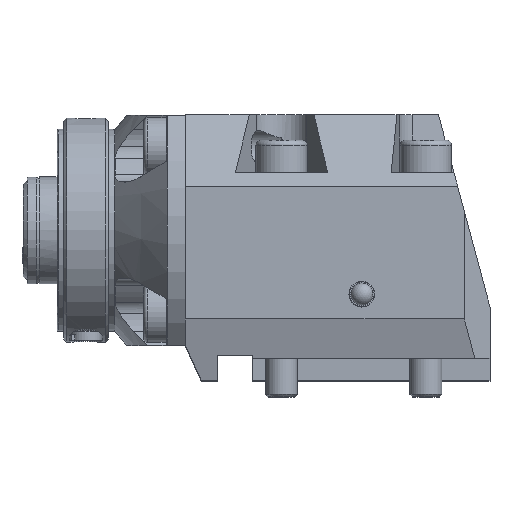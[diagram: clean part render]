
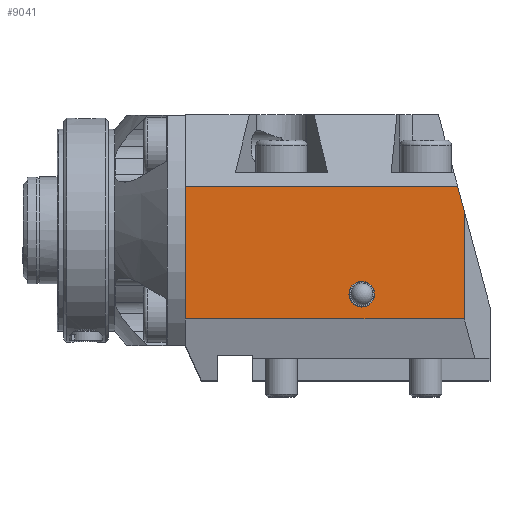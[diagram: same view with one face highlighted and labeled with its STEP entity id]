
A CAD part, top view. The second image highlights one B-rep face of the part: STEP entity #9041.
In plain terms, the highlighted planar face has unit normal (0, 0, 1).
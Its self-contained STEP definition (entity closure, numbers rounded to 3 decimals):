
#196 = VERTEX_POINT ( 'NONE', #7488 ) ;
#254 = VERTEX_POINT ( 'NONE', #14608 ) ;
#517 = CARTESIAN_POINT ( 'NONE',  ( 41., 20., 51. ) ) ;
#928 = EDGE_CURVE ( 'NONE', #8301, #8301, #10477, .T. ) ;
#1064 = VECTOR ( 'NONE', #5804, 1000. ) ;
#1423 = LINE ( 'NONE', #6997, #7798 ) ;
#1490 = CARTESIAN_POINT ( 'NONE',  ( 77., 45.856, 51. ) ) ;
#1540 = DIRECTION ( 'NONE',  ( 1., 0., 0. ) ) ;
#2540 = CARTESIAN_POINT ( 'NONE',  ( 85., 16., 51. ) ) ;
#3217 = VECTOR ( 'NONE', #10668, 1000. ) ;
#3726 = AXIS2_PLACEMENT_3D ( 'NONE', #11045, #7803, #8901 ) ;
#4133 = FACE_OUTER_BOUND ( 'NONE', #14085, .T. ) ;
#4266 = VECTOR ( 'NONE', #8227, 1000. ) ;
#4402 = ORIENTED_EDGE ( 'NONE', *, *, #928, .F. ) ;
#4440 = ORIENTED_EDGE ( 'NONE', *, *, #10089, .F. ) ;
#5349 = VECTOR ( 'NONE', #1540, 1000. ) ;
#5458 = CARTESIAN_POINT ( 'NONE',  ( -10., 53.665, 51. ) ) ;
#5714 = LINE ( 'NONE', #12933, #4266 ) ;
#5804 = DIRECTION ( 'NONE',  ( 1., 0., 0. ) ) ;
#6468 = ORIENTED_EDGE ( 'NONE', *, *, #11549, .F. ) ;
#6890 = CARTESIAN_POINT ( 'NONE',  ( -10., 12.266, 51. ) ) ;
#6997 = CARTESIAN_POINT ( 'NONE',  ( 77., 16., 51. ) ) ;
#7042 = ORIENTED_EDGE ( 'NONE', *, *, #14196, .T. ) ;
#7488 = CARTESIAN_POINT ( 'NONE',  ( 74.908, 53.665, 51. ) ) ;
#7798 = VECTOR ( 'NONE', #10380, 1000. ) ;
#7803 = DIRECTION ( 'NONE',  ( 0., 0., -1. ) ) ;
#8174 = CARTESIAN_POINT ( 'NONE',  ( 45., 20., 51. ) ) ;
#8227 = DIRECTION ( 'NONE',  ( 0., 1., 0. ) ) ;
#8301 = VERTEX_POINT ( 'NONE', #517 ) ;
#8901 = DIRECTION ( 'NONE',  ( -1., 0., 0. ) ) ;
#9041 = ADVANCED_FACE ( 'NONE', ( #13381, #4133 ), #12298, .F. ) ;
#9390 = DIRECTION ( 'NONE',  ( -1., 0., 0. ) ) ;
#9411 = EDGE_CURVE ( 'NONE', #196, #11545, #10666, .T. ) ;
#9703 = ORIENTED_EDGE ( 'NONE', *, *, #9411, .F. ) ;
#10085 = CARTESIAN_POINT ( 'NONE',  ( 77., 12.266, 51. ) ) ;
#10089 = EDGE_CURVE ( 'NONE', #254, #14563, #5714, .T. ) ;
#10380 = DIRECTION ( 'NONE',  ( 0., 1., 0. ) ) ;
#10412 = DIRECTION ( 'NONE',  ( 0., 0., 1. ) ) ;
#10477 = CIRCLE ( 'NONE', #11577, 4. ) ;
#10666 = LINE ( 'NONE', #2540, #3217 ) ;
#10668 = DIRECTION ( 'NONE',  ( 0.259, -0.966, 0. ) ) ;
#11045 = CARTESIAN_POINT ( 'NONE',  ( -5., -7., 51. ) ) ;
#11545 = VERTEX_POINT ( 'NONE', #1490 ) ;
#11549 = EDGE_CURVE ( 'NONE', #14563, #196, #14966, .T. ) ;
#11577 = AXIS2_PLACEMENT_3D ( 'NONE', #8174, #10412, #9390 ) ;
#11866 = CARTESIAN_POINT ( 'NONE',  ( -10., 53.665, 51. ) ) ;
#12298 = PLANE ( 'NONE',  #3726 ) ;
#12933 = CARTESIAN_POINT ( 'NONE',  ( -10., 76., 51. ) ) ;
#12946 = ORIENTED_EDGE ( 'NONE', *, *, #14163, .T. ) ;
#13381 = FACE_BOUND ( 'NONE', #13727, .T. ) ;
#13395 = LINE ( 'NONE', #6890, #1064 ) ;
#13727 = EDGE_LOOP ( 'NONE', ( #4402 ) ) ;
#13996 = VERTEX_POINT ( 'NONE', #10085 ) ;
#14085 = EDGE_LOOP ( 'NONE', ( #7042, #12946, #9703, #6468, #4440 ) ) ;
#14163 = EDGE_CURVE ( 'NONE', #13996, #11545, #1423, .T. ) ;
#14196 = EDGE_CURVE ( 'NONE', #254, #13996, #13395, .T. ) ;
#14563 = VERTEX_POINT ( 'NONE', #5458 ) ;
#14608 = CARTESIAN_POINT ( 'NONE',  ( -10., 12.266, 51. ) ) ;
#14966 = LINE ( 'NONE', #11866, #5349 ) ;
